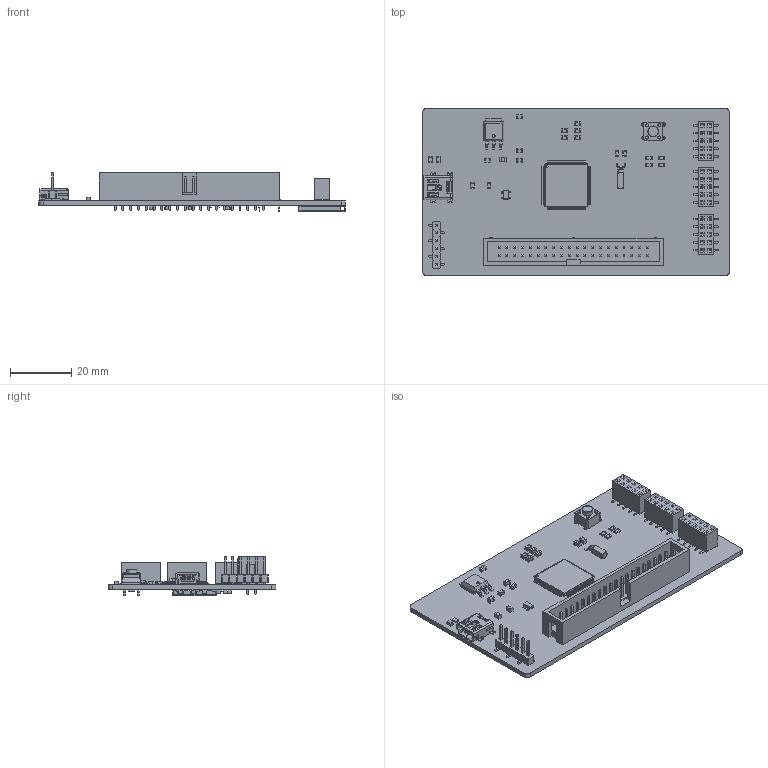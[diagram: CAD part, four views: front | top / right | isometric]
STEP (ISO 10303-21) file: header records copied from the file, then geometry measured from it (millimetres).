
FILE_DESCRIPTION(('FreeCAD Model'),'2;1');
FILE_NAME('PCB1.step','2020-11-26T15:15:49',('Author'),(''), 'Open CASCADE STEP processor 7.3','FreeCAD','Unknown');
FILE_SCHEMA(('AUTOMOTIVE_DESIGN { 1 0 10303 214 1 1 1 1 }'));
Length unit declared in the file: millimetre
Products named in the file (50): e54-GFX-Development-Board; Board_Geoms_9ee2; Local_CS_9ee2; Pcb_9ee2; PCB_Sketch_9ee2; Step_Models_9ee2; Top_9ee2; J2_PinHeader_1x06_P254mm_Vertical_SMD_Pin1Left_5FBC9952; J8_PinSocket_2x05_P254mm_Vertical_SMD_5FBD2C50; J7_PinSocket_2x05_P254mm_Vertical_SMD_5FBD2C30; J6_PinSocket_2x05_P254mm_Vertical_SMD_5FBD2C10; Y2_Crystal_SMD_MicroCrystal_MS1V-T1K_5FBD2DFE; U2_TQFP_100_14x14mm_P05mm_5FBD2DCF; U1_TO_252_3_TabPin2_5FBD2D40; SW1_SW_PUSH_6mm_h5mm_5FBD2D18; R7_R_0805_2012Metric_5FBD2CD7; R6_R_0805_2012Metric_5FBD2CC6; R5_R_0805_2012Metric_5FBD2CB5; R2_R_0805_2012Metric_5FBD2C82; R1_R_0805_2012Metric_5FBD2C71; J4_IDC_Header_2x20_P254mm_Vertical_5FBD2BCF; J1_65100516121_5FBD2B1D; D2_SOT_143_5FBD2AB4; D1_LED_0805_2012Metric_5FBD2AA0; C23_C_0805_2012Metric_5FBD2A8D; C20_C_0805_2012Metric_5FBD2A5A; C16_C_0805_2012Metric_5FBD2A16; C14_C_0805_2012Metric_5FBD29F4; C13_C_0805_2012Metric_5FBD29E3; C12_C_0805_2012Metric_5FBD29D2; C10_C_0805_2012Metric_5FBD29B0; C9_C_0805_2012Metric_5FBD299F; C8_C_0805_2012Metric_5FBD298E; C7_C_0805_2012Metric_5FBD297D; C6_C_0805_2012Metric_5FBD296C; C3_C_0805_2012Metric_5FBD2939; C2_C_0805_2012Metric_5FBD2928; C1_C_0805_2012Metric_5FBD2917; Bot_9ee2; X1_1660_v1_5FBE7D47 ...
Assembly tree (49 placements, depth 4):
  e54-GFX-Development-Board
    Board_Geoms_9ee2
      Local_CS_9ee2
      Pcb_9ee2
      PCB_Sketch_9ee2
    Step_Models_9ee2
      Top_9ee2
        J2_PinHeader_1x06_P254mm_Vertical_SMD_Pin1Left_5FBC9952
        J8_PinSocket_2x05_P254mm_Vertical_SMD_5FBD2C50
        J7_PinSocket_2x05_P254mm_Vertical_SMD_5FBD2C30
        J6_PinSocket_2x05_P254mm_Vertical_SMD_5FBD2C10
        Y2_Crystal_SMD_MicroCrystal_MS1V-T1K_5FBD2DFE
        U2_TQFP_100_14x14mm_P05mm_5FBD2DCF
        U1_TO_252_3_TabPin2_5FBD2D40
        SW1_SW_PUSH_6mm_h5mm_5FBD2D18
        R7_R_0805_2012Metric_5FBD2CD7
        R6_R_0805_2012Metric_5FBD2CC6
        R5_R_0805_2012Metric_5FBD2CB5
        R2_R_0805_2012Metric_5FBD2C82
        R1_R_0805_2012Metric_5FBD2C71
        J4_IDC_Header_2x20_P254mm_Vertical_5FBD2BCF
        J1_65100516121_5FBD2B1D
        D2_SOT_143_5FBD2AB4
        D1_LED_0805_2012Metric_5FBD2AA0
        C23_C_0805_2012Metric_5FBD2A8D
        C20_C_0805_2012Metric_5FBD2A5A
        C16_C_0805_2012Metric_5FBD2A16
        C14_C_0805_2012Metric_5FBD29F4
        C13_C_0805_2012Metric_5FBD29E3
        C12_C_0805_2012Metric_5FBD29D2
        C10_C_0805_2012Metric_5FBD29B0
        C9_C_0805_2012Metric_5FBD299F
        C8_C_0805_2012Metric_5FBD298E
        C7_C_0805_2012Metric_5FBD297D
        C6_C_0805_2012Metric_5FBD296C
        C3_C_0805_2012Metric_5FBD2939
        C2_C_0805_2012Metric_5FBD2928
        C1_C_0805_2012Metric_5FBD2917
      Bot_9ee2
        X1_1660_v1_5FBE7D47
        Y1_Crystal_SMD_3225-4Pin_3.2x2.5mm_HandSoldering_5FBD2DE3
        R4_R_0805_2012Metric_5FBD2CA4
        R3_R_0805_2012Metric_5FBD2C93
        C22_C_0805_2012Metric_5FBD2A7C
        C21_C_0805_2012Metric_5FBD2A6B
        C18_C_0805_2012Metric_5FBD2A38
        C17_C_0805_2012Metric_5FBD2A27
        C15_C_0805_2012Metric_5FBD2A05
        C11_C_0805_2012Metric_5FBD29C1
        C5_C_0805_2012Metric_5FBD295B
Bounding box: 99.82 x 54.61 x 12.8 mm (x, y, z)
Volume: 13110.9 mm3; surface area: 20438.7 mm2
Topology: 50 solids, 50 shells, 5593 faces, 14536 edges, 9274 vertices
Faces by surface type: plane 4209, cylinder 1156, bspline 211, cone 10, sphere 6, torus 1
Full cylindrical faces by diameter (mm): 0.22 x4, 0.5 x1, 0.8 x2, 0.9 x2, 1 x51, 1.1 x4, 1.697 x1, 1.89 x1, 2 x1, 3.5 x1
Entity records: 214255 total; most frequent: CARTESIAN_POINT 36916, ORIENTED_EDGE 29048, DIRECTION 27469, EDGE_CURVE 14524, LINE 11967, VECTOR 11967, VERTEX_POINT 9258, AXIS2_PLACEMENT_3D 7751
